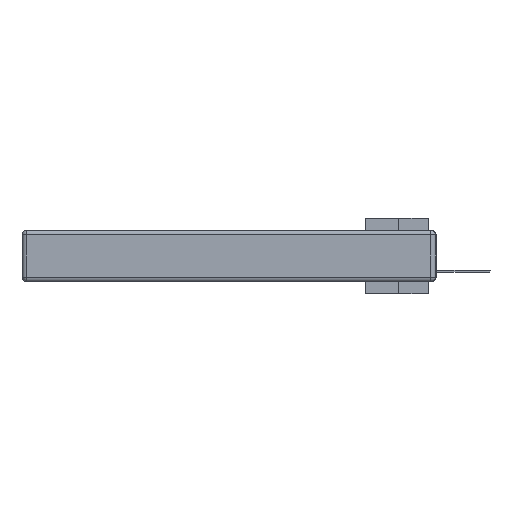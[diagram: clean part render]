
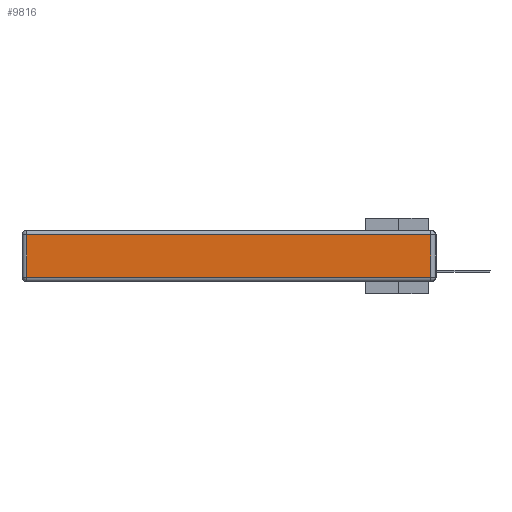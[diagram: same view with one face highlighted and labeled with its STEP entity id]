
A CAD part, left-side view. The second image highlights one B-rep face of the part: STEP entity #9816.
In plain terms, the highlighted planar face has unit normal (-1, 0, 0).
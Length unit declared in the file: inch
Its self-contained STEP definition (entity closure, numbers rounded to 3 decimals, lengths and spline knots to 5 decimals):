
#907 = DIRECTION ( 'NONE',  ( 0., -1., 0. ) ) ;
#1046 = VECTOR ( 'NONE', #28498, 39.37008 ) ;
#1117 = DIRECTION ( 'NONE',  ( 0., 1., 0. ) ) ;
#3024 = DIRECTION ( 'NONE',  ( 0., 0., 1. ) ) ;
#3820 = CARTESIAN_POINT ( 'NONE',  ( 0., 0.03, -0.313 ) ) ;
#4833 = CARTESIAN_POINT ( 'NONE',  ( 0., 2.72, -0.343 ) ) ;
#5109 = ORIENTED_EDGE ( 'NONE', *, *, #16227, .T. ) ;
#5443 = PLANE ( 'NONE',  #21702 ) ;
#5586 = FACE_OUTER_BOUND ( 'NONE', #28564, .T. ) ;
#8394 = CARTESIAN_POINT ( 'NONE',  ( 0., 2.72, -0.313 ) ) ;
#8521 = CARTESIAN_POINT ( 'NONE',  ( 0., 2.75, -0.03 ) ) ;
#9714 = LINE ( 'NONE', #14860, #17909 ) ;
#9816 = ADVANCED_FACE ( 'NONE', ( #5586 ), #5443, .T. ) ;
#11086 = EDGE_CURVE ( 'NONE', #25746, #16180, #9714, .T. ) ;
#12116 = ORIENTED_EDGE ( 'NONE', *, *, #12860, .T. ) ;
#12428 = EDGE_CURVE ( 'NONE', #16180, #19970, #21373, .T. ) ;
#12860 = EDGE_CURVE ( 'NONE', #13411, #25746, #28173, .T. ) ;
#13230 = LINE ( 'NONE', #8521, #29247 ) ;
#13411 = VERTEX_POINT ( 'NONE', #24429 ) ;
#14860 = CARTESIAN_POINT ( 'NONE',  ( 0., 0., -0.313 ) ) ;
#16180 = VERTEX_POINT ( 'NONE', #3820 ) ;
#16227 = EDGE_CURVE ( 'NONE', #19970, #13411, #13230, .T. ) ;
#16762 = ORIENTED_EDGE ( 'NONE', *, *, #12428, .T. ) ;
#16848 = CARTESIAN_POINT ( 'NONE',  ( 0., 0.03, -0.343 ) ) ;
#17909 = VECTOR ( 'NONE', #907, 39.37008 ) ;
#19089 = CARTESIAN_POINT ( 'NONE',  ( 0., 0.03, -0.03 ) ) ;
#19970 = VERTEX_POINT ( 'NONE', #19089 ) ;
#21373 = LINE ( 'NONE', #16848, #1046 ) ;
#21702 = AXIS2_PLACEMENT_3D ( 'NONE', #26067, #23921, #3024 ) ;
#23767 = DIRECTION ( 'NONE',  ( 0., 0., -1. ) ) ;
#23921 = DIRECTION ( 'NONE',  ( -1., 0., 0. ) ) ;
#24429 = CARTESIAN_POINT ( 'NONE',  ( 0., 2.72, -0.03 ) ) ;
#24766 = ORIENTED_EDGE ( 'NONE', *, *, #11086, .T. ) ;
#24774 = VECTOR ( 'NONE', #23767, 39.37008 ) ;
#25746 = VERTEX_POINT ( 'NONE', #8394 ) ;
#26067 = CARTESIAN_POINT ( 'NONE',  ( 0., 0., -0.343 ) ) ;
#28173 = LINE ( 'NONE', #4833, #24774 ) ;
#28498 = DIRECTION ( 'NONE',  ( 0., 0., 1. ) ) ;
#28564 = EDGE_LOOP ( 'NONE', ( #24766, #16762, #5109, #12116 ) ) ;
#29247 = VECTOR ( 'NONE', #1117, 39.37008 ) ;
